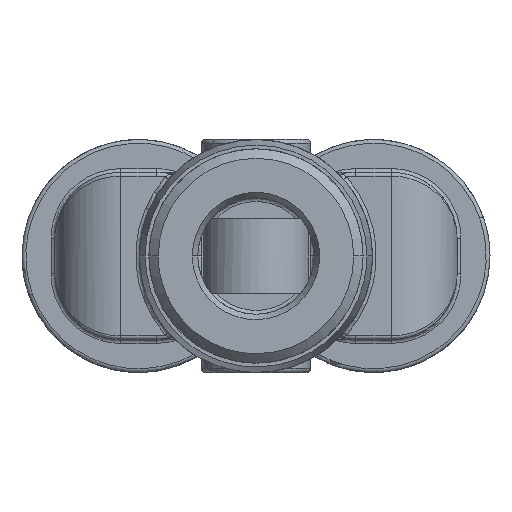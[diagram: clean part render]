
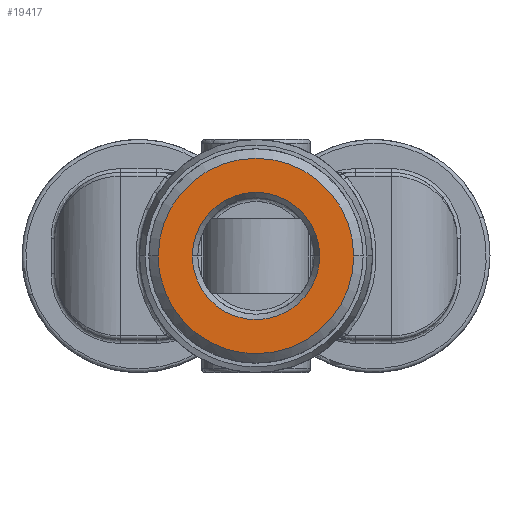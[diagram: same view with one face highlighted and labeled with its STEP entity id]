
A CAD part, front view. The second image highlights one B-rep face of the part: STEP entity #19417.
In plain terms, the highlighted planar face has unit normal (0, -1, 0).
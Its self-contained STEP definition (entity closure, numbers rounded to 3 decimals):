
#19252=CARTESIAN_POINT('Axis2P3D Location',(0.,-23.1,0.)) ;
#19256=CARTESIAN_POINT('Vertex',(3.389,-23.1,0.)) ;
#19258=CARTESIAN_POINT('Vertex',(-3.389,-23.1,0.)) ;
#19349=CARTESIAN_POINT('Axis2P3D Location',(0.,-23.1,0.)) ;
#19355=CARTESIAN_POINT('Control Point',(5.2,-23.1,0.)) ;
#19356=CARTESIAN_POINT('Control Point',(5.2,-23.1,-0.559)) ;
#19357=CARTESIAN_POINT('Control Point',(5.125,-23.1,-1.117)) ;
#19358=CARTESIAN_POINT('Control Point',(4.975,-23.1,-1.662)) ;
#19359=CARTESIAN_POINT('Control Point',(4.532,-23.1,-2.699)) ;
#19360=CARTESIAN_POINT('Control Point',(3.832,-23.1,-3.582)) ;
#19361=CARTESIAN_POINT('Control Point',(3.424,-23.1,-3.974)) ;
#19362=CARTESIAN_POINT('Control Point',(2.513,-23.1,-4.638)) ;
#19363=CARTESIAN_POINT('Control Point',(1.46,-23.1,-5.038)) ;
#19364=CARTESIAN_POINT('Control Point',(0.909,-23.1,-5.166)) ;
#19365=CARTESIAN_POINT('Control Point',(-0.213,-23.1,-5.271)) ;
#19366=CARTESIAN_POINT('Control Point',(-1.324,-23.1,-5.076)) ;
#19367=CARTESIAN_POINT('Control Point',(-1.862,-23.1,-4.904)) ;
#19368=CARTESIAN_POINT('Control Point',(-2.88,-23.1,-4.419)) ;
#19369=CARTESIAN_POINT('Control Point',(-3.734,-23.1,-3.684)) ;
#19370=CARTESIAN_POINT('Control Point',(-4.109,-23.1,-3.26)) ;
#19371=CARTESIAN_POINT('Control Point',(-4.688,-23.1,-2.394)) ;
#19372=CARTESIAN_POINT('Control Point',(-5.038,-23.1,-1.415)) ;
#19373=CARTESIAN_POINT('Control Point',(-5.146,-23.1,-0.949)) ;
#19374=CARTESIAN_POINT('Control Point',(-5.2,-23.1,-0.474)) ;
#19375=CARTESIAN_POINT('Control Point',(-5.2,-23.1,0.)) ;
#19376=CARTESIAN_POINT('Vertex',(5.2,-23.1,0.)) ;
#19378=CARTESIAN_POINT('Vertex',(-5.2,-23.1,0.)) ;
#19381=CARTESIAN_POINT('Axis2P3D Location',(0.,-23.1,0.)) ;
#19391=CARTESIAN_POINT('Control Point',(3.389,-23.1,0.)) ;
#19392=CARTESIAN_POINT('Control Point',(3.389,-23.1,-0.361)) ;
#19393=CARTESIAN_POINT('Control Point',(3.341,-23.1,-0.721)) ;
#19394=CARTESIAN_POINT('Control Point',(3.245,-23.1,-1.074)) ;
#19395=CARTESIAN_POINT('Control Point',(2.961,-23.1,-1.744)) ;
#19396=CARTESIAN_POINT('Control Point',(2.512,-23.1,-2.317)) ;
#19397=CARTESIAN_POINT('Control Point',(2.251,-23.1,-2.572)) ;
#19398=CARTESIAN_POINT('Control Point',(1.667,-23.1,-3.006)) ;
#19399=CARTESIAN_POINT('Control Point',(0.989,-23.1,-3.271)) ;
#19400=CARTESIAN_POINT('Control Point',(0.634,-23.1,-3.358)) ;
#19401=CARTESIAN_POINT('Control Point',(-0.089,-23.1,-3.436)) ;
#19402=CARTESIAN_POINT('Control Point',(-0.808,-23.1,-3.321)) ;
#19403=CARTESIAN_POINT('Control Point',(-1.158,-23.1,-3.216)) ;
#19404=CARTESIAN_POINT('Control Point',(-1.82,-23.1,-2.915)) ;
#19405=CARTESIAN_POINT('Control Point',(-2.381,-23.1,-2.451)) ;
#19406=CARTESIAN_POINT('Control Point',(-2.629,-23.1,-2.183)) ;
#19407=CARTESIAN_POINT('Control Point',(-3.027,-23.1,-1.617)) ;
#19408=CARTESIAN_POINT('Control Point',(-3.271,-23.1,-0.97)) ;
#19409=CARTESIAN_POINT('Control Point',(-3.35,-23.1,-0.651)) ;
#19410=CARTESIAN_POINT('Control Point',(-3.389,-23.1,-0.326)) ;
#19411=CARTESIAN_POINT('Control Point',(-3.389,-23.1,0.)) ;
#19253=DIRECTION('Axis2P3D Direction',(-0.,-1.,-0.)) ;
#19350=DIRECTION('Axis2P3D Direction',(-0.,-1.,-0.)) ;
#19351=DIRECTION('Axis2P3D XDirection',(-1.,0.,0.)) ;
#19382=DIRECTION('Axis2P3D Direction',(-0.,-1.,-0.)) ;
#19254=AXIS2_PLACEMENT_3D('Circle Axis2P3D',#19252,#19253,$) ;
#19352=AXIS2_PLACEMENT_3D('Plane Axis2P3D',#19349,#19350,#19351) ;
#19383=AXIS2_PLACEMENT_3D('Circle Axis2P3D',#19381,#19382,$) ;
#19387=ORIENTED_EDGE('',*,*,#19380,.F.) ;
#19388=ORIENTED_EDGE('',*,*,#19385,.T.) ;
#19414=ORIENTED_EDGE('',*,*,#19260,.F.) ;
#19415=ORIENTED_EDGE('',*,*,#19412,.T.) ;
#19416=FACE_BOUND('',#19413,.T.) ;
#19417=ADVANCED_FACE('3\\MANIFOLD_SOLID_BREP #10469',(#19389,#19416),#19353,.T.) ;
#19354=B_SPLINE_CURVE_WITH_KNOTS('',5,(#19355,#19356,#19357,#19358,#19359,#19360,#19361,#19362,#19363,#19364,#19365,#19366,#19367,#19368,#19369,#19370,#19371,#19372,#19373,#19374,#19375),.UNSPECIFIED.,.F.,.U.,(6,3,3,3,3,3,6),(0.,3.95,7.899,11.849,15.798,19.748,23.103),.UNSPECIFIED.) ;
#19390=B_SPLINE_CURVE_WITH_KNOTS('',5,(#19391,#19392,#19393,#19394,#19395,#19396,#19397,#19398,#19399,#19400,#19401,#19402,#19403,#19404,#19405,#19406,#19407,#19408,#19409,#19410,#19411),.UNSPECIFIED.,.F.,.U.,(6,3,3,3,3,3,6),(0.,2.551,5.101,7.652,10.203,12.753,15.055),.UNSPECIFIED.) ;
#19255=CIRCLE('generated circle',#19254,3.389) ;
#19384=CIRCLE('generated circle',#19383,5.2) ;
#19260=EDGE_CURVE('',#19257,#19259,#19255,.T.) ;
#19380=EDGE_CURVE('',#19377,#19379,#19354,.T.) ;
#19385=EDGE_CURVE('',#19377,#19379,#19384,.T.) ;
#19412=EDGE_CURVE('',#19257,#19259,#19390,.T.) ;
#19386=EDGE_LOOP('',(#19387,#19388)) ;
#19413=EDGE_LOOP('',(#19414,#19415)) ;
#19389=FACE_OUTER_BOUND('',#19386,.T.) ;
#19353=PLANE('',#19352) ;
#19257=VERTEX_POINT('',#19256) ;
#19259=VERTEX_POINT('',#19258) ;
#19377=VERTEX_POINT('',#19376) ;
#19379=VERTEX_POINT('',#19378) ;
